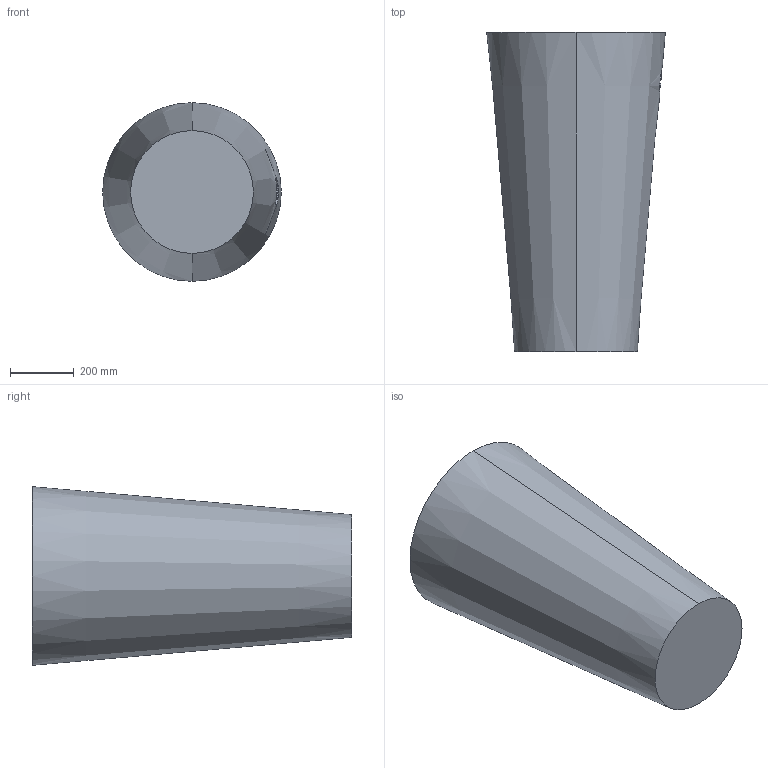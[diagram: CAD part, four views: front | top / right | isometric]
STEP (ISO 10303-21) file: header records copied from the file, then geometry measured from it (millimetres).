
FILE_DESCRIPTION (( 'STEP AP203' ), '1' );
FILE_NAME ('VEN56 100.STEP', '2020-06-01T10:10:16', ( 'admin' ), ( '' ), 'SwSTEP 2.0', 'SolidWorks 2019', '' );
FILE_SCHEMA (( 'CONFIG_CONTROL_DESIGN' ));
Length unit declared in the file: millimetre
Products named in the file (1): VEN56 100
Bounding box: 560 x 1001.74 x 560 mm (x, y, z)
Volume: 30416910.4 mm3; surface area: 3082769 mm2
Topology: 1 solids, 1 shells, 32 faces, 68 edges, 44 vertices
Faces by surface type: plane 13, cone 11, cylinder 8
Entity records: 1113 total; most frequent: CARTESIAN_POINT 371, ORIENTED_EDGE 136, DIRECTION 132, EDGE_CURVE 68, AXIS2_PLACEMENT_3D 49, VERTEX_POINT 44, EDGE_LOOP 38, LINE 34
